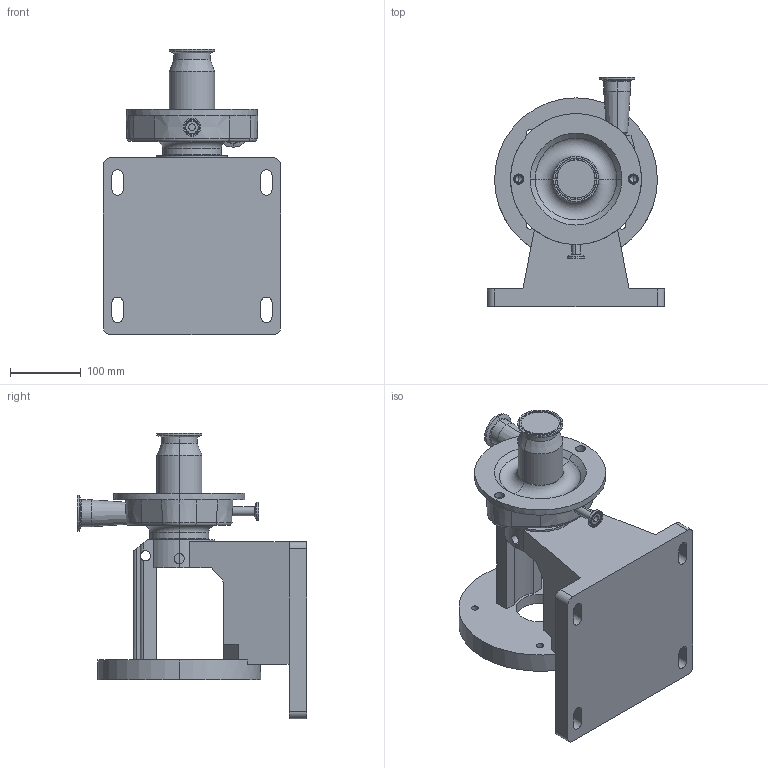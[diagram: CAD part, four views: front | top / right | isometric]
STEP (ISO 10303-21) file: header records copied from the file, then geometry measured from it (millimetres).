
FILE_DESCRIPTION (( 'STEP AP214' ), '1' );
FILE_NAME ('FP 710 180TC VERTICAL 1-2 In STRAIGHT DRAIN.STEP', '2010-03-02T14:13:43', ( ' ' ), ( '' ), 'SwSTEP 2.0', 'SolidWorks 2010', '' );
FILE_SCHEMA (( 'AUTOMOTIVE_DESIGN' ));
Length unit declared in the file: millimetre
Products named in the file (2): FP 710 180TC VERTICAL 1-2 In STRAIGHT DRAIN^1275000104; FP 710 180TC VERTICAL 1-2 In STRAIGHT DRAIN
Assembly tree (1 placements, depth 2):
  FP 710 180TC VERTICAL 1-2 In STRAIGHT DRAIN
    FP 710 180TC VERTICAL 1-2 In STRAIGHT DRAIN^1275000104
Bounding box: 250 x 324 x 403 mm (x, y, z)
Volume: 6162333.6 mm3; surface area: 511184.4 mm2
Topology: 1 solids, 2 shells, 272 faces, 690 edges, 428 vertices
Faces by surface type: cylinder 111, plane 81, cone 45, torus 33, bspline 2
Entity records: 9251 total; most frequent: CARTESIAN_POINT 2385, DIRECTION 1539, ORIENTED_EDGE 1372, EDGE_CURVE 686, AXIS2_PLACEMENT_3D 608, VERTEX_POINT 428, CIRCLE 334, LINE 323
